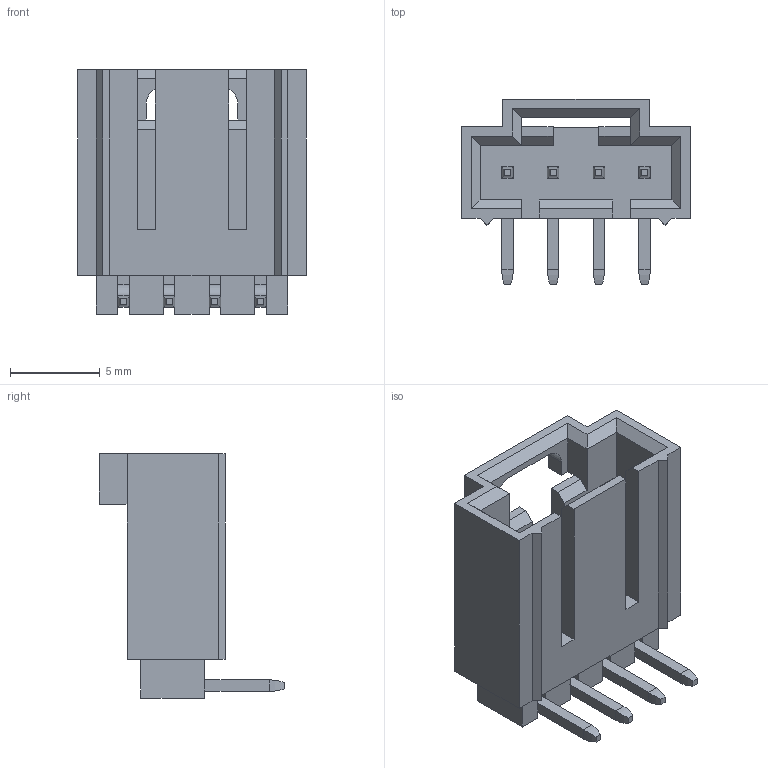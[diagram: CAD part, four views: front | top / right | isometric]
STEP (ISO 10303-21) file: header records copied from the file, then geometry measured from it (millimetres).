
FILE_DESCRIPTION (( 'STEP AP214' ), '1' );
FILE_NAME ('0705530038.STEP', '2022-12-29T15:32:00', ( '' ), ( '' ), 'SwSTEP 2.0', 'SolidWorks 2021', '' );
FILE_SCHEMA (( 'AUTOMOTIVE_DESIGN' ));
Length unit declared in the file: millimetre
Products named in the file (1): 0705530038
Bounding box: 12.71 x 10.29 x 13.59 mm (x, y, z)
Volume: 496.7 mm3; surface area: 1075.9 mm2
Topology: 5 solids, 5 shells, 159 faces, 420 edges, 266 vertices
Faces by surface type: plane 117, cylinder 42
Entity records: 4868 total; most frequent: CARTESIAN_POINT 942, ORIENTED_EDGE 840, DIRECTION 728, EDGE_CURVE 420, LINE 368, VECTOR 368, VERTEX_POINT 266, AXIS2_PLACEMENT_3D 180
